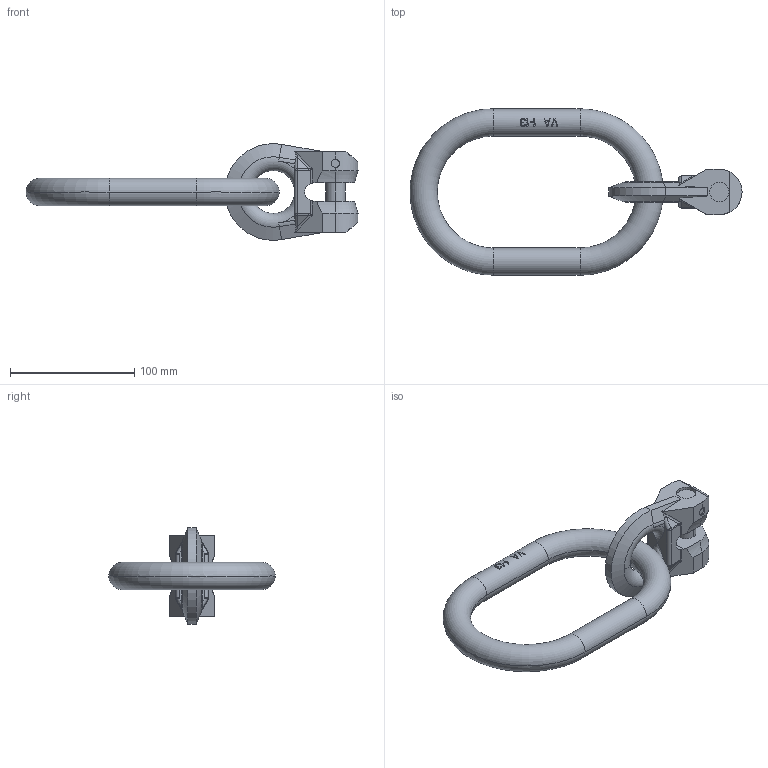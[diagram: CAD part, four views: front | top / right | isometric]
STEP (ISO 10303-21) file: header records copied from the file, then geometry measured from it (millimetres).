
FILE_DESCRIPTION((''),'2;1');
FILE_NAME('4VA1-13','2005-01-19T',('jakubetz'),(''),'PRO/ENGINEER BY PARAMETRIC TECHNOLOGY CORPORATION, 2001400','PRO/ENGINEER BY PARAMETRIC TECHNOLOGY CORPORATION, 2001400','');
FILE_SCHEMA(('CONFIG_CONTROL_DESIGN'));
Length unit declared in the file: millimetre
Products named in the file (1): 4VA1-13
Bounding box: 267.45 x 134 x 78 mm (x, y, z)
Volume: 297510.9 mm3; surface area: 54810.1 mm2
Topology: 2 solids, 2 shells, 210 faces, 546 edges, 345 vertices
Faces by surface type: plane 135, cylinder 49, bspline 12, torus 8, sphere 4, cone 2
Entity records: 6857 total; most frequent: CARTESIAN_POINT 1906, ORIENTED_EDGE 1092, DIRECTION 908, EDGE_CURVE 546, VERTEX_POINT 345, VECTOR 324, LINE 324, AXIS2_PLACEMENT_3D 292
